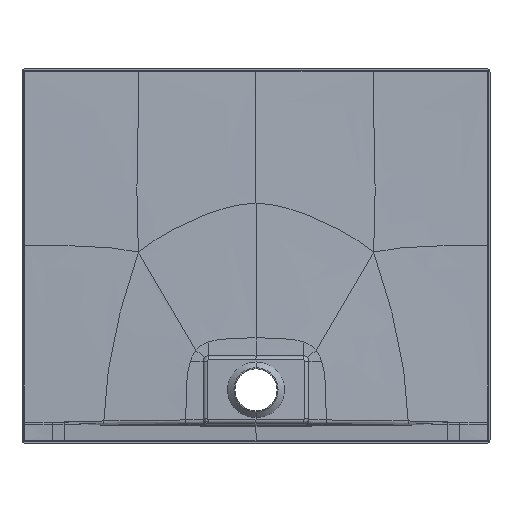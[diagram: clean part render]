
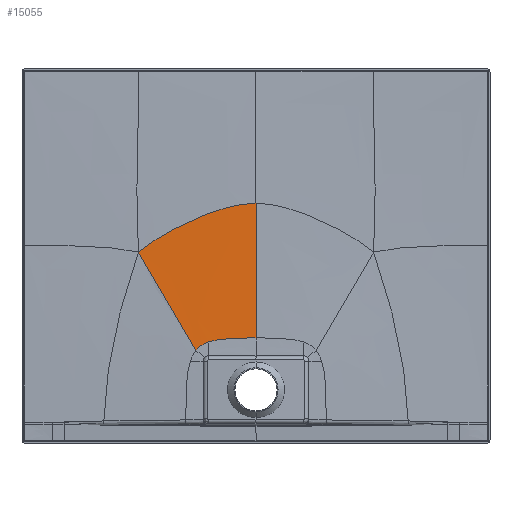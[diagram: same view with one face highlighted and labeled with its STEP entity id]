
A CAD part, front view. The second image highlights one B-rep face of the part: STEP entity #15055.
In plain terms, the highlighted free-form (B-spline) face has degree [3, 3] with [9, 8] control points.
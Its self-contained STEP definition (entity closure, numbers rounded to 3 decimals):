
#3832=DIRECTION('',(0.,0.023,1.));
#3833=VECTOR('',#3832,287.579);
#3834=CARTESIAN_POINT('',(0.,-16.499,
225.07));
#3835=LINE('',#3834,#3833);
#3836=CARTESIAN_POINT('',(-101.03,-16.499,
216.298));
#3837=CARTESIAN_POINT('',(-95.735,-16.499,
218.104));
#3838=CARTESIAN_POINT('',(-80.508,-16.499,
221.854));
#3839=CARTESIAN_POINT('',(-49.086,-16.499,
224.724));
#3840=CARTESIAN_POINT('',(-17.759,-16.499,
225.07));
#3841=CARTESIAN_POINT('',(0.,-16.499,
225.07));
#3843=CARTESIAN_POINT('',(-128.373,-16.497,
198.392));
#3844=CARTESIAN_POINT('',(-125.896,-16.497,
201.384));
#3845=CARTESIAN_POINT('',(-120.386,-16.498,
206.704));
#3846=CARTESIAN_POINT('',(-111.123,-16.498,
212.391));
#3847=CARTESIAN_POINT('',(-104.197,-16.498,
215.218));
#3848=CARTESIAN_POINT('',(-101.03,-16.499,
216.298));
#3850=CARTESIAN_POINT('',(0.,-9.749,
512.57));
#3851=CARTESIAN_POINT('',(-19.308,-9.749,
512.57));
#3852=CARTESIAN_POINT('',(-58.824,-9.652,
506.642));
#3853=CARTESIAN_POINT('',(-120.491,-9.338,
484.742));
#3854=CARTESIAN_POINT('',(-173.958,-9.028,
459.336));
#3855=CARTESIAN_POINT('',(-217.975,-8.714,
433.133));
#3856=CARTESIAN_POINT('',(-240.247,-8.513,
417.192));
#3857=CARTESIAN_POINT('',(-251.377,-8.399,
408.37));
#4042=CARTESIAN_POINT('',(-128.373,-16.497,
198.392));
#4043=CARTESIAN_POINT('',(-135.666,-15.935,
210.367));
#4044=CARTESIAN_POINT('',(-150.783,-14.787,
236.249));
#4045=CARTESIAN_POINT('',(-176.003,-12.89,
281.138));
#4046=CARTESIAN_POINT('',(-202.094,-11.068,
326.565));
#4047=CARTESIAN_POINT('',(-225.152,-9.722,
365.184));
#4048=CARTESIAN_POINT('',(-239.719,-8.959,
389.253));
#4049=CARTESIAN_POINT('',(-247.43,-8.584,
401.907));
#4050=CARTESIAN_POINT('',(-251.377,-8.399,
408.37));
#4634=VERTEX_POINT('',#4042);
#4635=VERTEX_POINT('',#4050);
#4648=VERTEX_POINT('',#3848);
#4780=CARTESIAN_POINT('',(0.,-16.499,
225.07));
#4781=CARTESIAN_POINT('',(0.,-9.749,
512.57));
#4782=VERTEX_POINT('',#4780);
#4783=VERTEX_POINT('',#4781);
#14971=CARTESIAN_POINT('',(1.349,-16.568,
222.122));
#14972=CARTESIAN_POINT('',(-16.968,-16.568,
222.129));
#14973=CARTESIAN_POINT('',(-48.729,-16.568,
221.905));
#14974=CARTESIAN_POINT('',(-84.724,-16.567,
218.993));
#14975=CARTESIAN_POINT('',(-106.41,-16.565,
212.947));
#14976=CARTESIAN_POINT('',(-119.891,-16.565,
204.869));
#14977=CARTESIAN_POINT('',(-125.414,-16.566,
199.501));
#14978=CARTESIAN_POINT('',(-127.944,-16.567,
196.352));
#14979=CARTESIAN_POINT('',(1.349,-15.983,
247.063));
#14980=CARTESIAN_POINT('',(-16.956,-15.983,
247.092));
#14981=CARTESIAN_POINT('',(-49.19,-15.985,
245.987));
#14982=CARTESIAN_POINT('',(-86.937,-15.994,
239.735));
#14983=CARTESIAN_POINT('',(-110.583,-16.,
230.146));
#14984=CARTESIAN_POINT('',(-125.919,-15.995,
219.222));
#14985=CARTESIAN_POINT('',(-132.503,-15.987,
212.459));
#14986=CARTESIAN_POINT('',(-135.62,-15.981,
208.606));
#14987=CARTESIAN_POINT('',(1.35,-14.835,
295.96));
#14988=CARTESIAN_POINT('',(-16.956,-14.835,
296.034));
#14989=CARTESIAN_POINT('',(-50.22,-14.84,
293.205));
#14990=CARTESIAN_POINT('',(-91.647,-14.864,
280.632));
#14991=CARTESIAN_POINT('',(-119.288,-14.877,
264.675));
#14992=CARTESIAN_POINT('',(-138.298,-14.856,
248.872));
#14993=CARTESIAN_POINT('',(-146.957,-14.829,
239.761));
#14994=CARTESIAN_POINT('',(-151.22,-14.809,
234.716));
#14995=CARTESIAN_POINT('',(1.352,-13.124,
368.816));
#14996=CARTESIAN_POINT('',(-16.961,-13.124,
368.948));
#14997=CARTESIAN_POINT('',(-51.843,-13.12,
363.875));
#14998=CARTESIAN_POINT('',(-99.28,-13.116,
343.471));
#14999=CARTESIAN_POINT('',(-133.671,-13.089,
320.028));
#15000=CARTESIAN_POINT('',(-158.882,-13.004,
298.5));
#15001=CARTESIAN_POINT('',(-170.987,-12.93,
286.514));
#15002=CARTESIAN_POINT('',(-177.129,-12.881,
279.939));
#15003=CARTESIAN_POINT('',(1.365,-11.718,
428.71));
#15004=CARTESIAN_POINT('',(-17.114,-11.719,
428.871));
#15005=CARTESIAN_POINT('',(-53.508,-11.686,
422.726));
#15006=CARTESIAN_POINT('',(-106.371,-11.585,
398.879));
#15007=CARTESIAN_POINT('',(-147.557,-11.457,
372.068));
#15008=CARTESIAN_POINT('',(-179.499,-11.272,
347.164));
#15009=CARTESIAN_POINT('',(-195.405,-11.136,
333.005));
#15010=CARTESIAN_POINT('',(-203.593,-11.053,
325.13));
#15011=CARTESIAN_POINT('',(1.401,-10.733,
470.637));
#15012=CARTESIAN_POINT('',(-17.549,-10.735,
470.8));
#15013=CARTESIAN_POINT('',(-55.481,-10.672,
464.567));
#15014=CARTESIAN_POINT('',(-112.719,-10.468,
440.796));
#15015=CARTESIAN_POINT('',(-159.697,-10.247,
413.935));
#15016=CARTESIAN_POINT('',(-197.689,-9.986,
387.793));
#15017=CARTESIAN_POINT('',(-217.002,-9.809,
372.334));
#15018=CARTESIAN_POINT('',(-226.977,-9.703,
363.593));
#15019=CARTESIAN_POINT('',(1.432,-10.156,
495.239));
#15020=CARTESIAN_POINT('',(-17.944,-10.158,
495.398));
#15021=CARTESIAN_POINT('',(-57.,-10.075,
489.306));
#15022=CARTESIAN_POINT('',(-117.049,-9.805,
466.302));
#15023=CARTESIAN_POINT('',(-167.738,-9.531,
440.092));
#15024=CARTESIAN_POINT('',(-209.606,-9.232,
413.565));
#15025=CARTESIAN_POINT('',(-231.063,-9.035,
397.434));
#15026=CARTESIAN_POINT('',(-242.137,-8.917,
388.224));
#15027=CARTESIAN_POINT('',(1.453,-9.86,
507.862));
#15028=CARTESIAN_POINT('',(-18.202,-9.862,
508.017));
#15029=CARTESIAN_POINT('',(-57.927,-9.769,
502.062));
#15030=CARTESIAN_POINT('',(-119.516,-9.465,
479.696));
#15031=CARTESIAN_POINT('',(-172.216,-9.164,
454.044));
#15032=CARTESIAN_POINT('',(-216.162,-8.85,
427.43));
#15033=CARTESIAN_POINT('',(-238.747,-8.644,
410.986));
#15034=CARTESIAN_POINT('',(-250.389,-8.521,
401.552));
#15035=CARTESIAN_POINT('',(1.465,-9.704,
514.495));
#15036=CARTESIAN_POINT('',(-18.354,-9.706,
514.648));
#15037=CARTESIAN_POINT('',(-58.459,-9.608,
508.781));
#15038=CARTESIAN_POINT('',(-120.888,-9.286,
486.809));
#15039=CARTESIAN_POINT('',(-174.669,-8.973,
461.502));
#15040=CARTESIAN_POINT('',(-219.722,-8.651,
434.867));
#15041=CARTESIAN_POINT('',(-242.899,-8.441,
418.267));
#15042=CARTESIAN_POINT('',(-254.837,-8.317,
408.72));
#15043=B_SPLINE_SURFACE_WITH_KNOTS('',3,3,((#14971,#14972,#14973,#14974,#14975,
#14976,#14977,#14978),(#14979,#14980,#14981,#14982,#14983,#14984,#14985,#14986),
(#14987,#14988,#14989,#14990,#14991,#14992,#14993,#14994),(#14995,#14996,#14997,
#14998,#14999,#15000,#15001,#15002),(#15003,#15004,#15005,#15006,#15007,#15008,
#15009,#15010),(#15011,#15012,#15013,#15014,#15015,#15016,#15017,#15018),
(#15019,#15020,#15021,#15022,#15023,#15024,#15025,#15026),(#15027,#15028,#15029,
#15030,#15031,#15032,#15033,#15034),(#15035,#15036,#15037,#15038,#15039,#15040,
#15041,#15042)),.UNSPECIFIED.,.F.,.F.,.F.,(4,1,1,1,1,1,4),(4,1,1,1,1,4),(
-0.005,0.125,0.25,0.375,0.438,0.469,0.503),
(-0.003,0.125,0.25,0.375,0.438,0.504),
.UNSPECIFIED.);
#15045=ORIENTED_EDGE('',*,*,#15044,.F.);
#15047=ORIENTED_EDGE('',*,*,#15046,.F.);
#15049=ORIENTED_EDGE('',*,*,#15048,.F.);
#15051=ORIENTED_EDGE('',*,*,#15050,.T.);
#15052=ORIENTED_EDGE('',*,*,#14962,.F.);
#15053=EDGE_LOOP('',(#15045,#15047,#15049,#15051,#15052));
#15054=FACE_OUTER_BOUND('',#15053,.F.);
#15055=ADVANCED_FACE('',(#15054),#15043,.T.);
#3842=B_SPLINE_CURVE_WITH_KNOTS('',3,(#3836,#3837,#3838,#3839,#3840,#3841),
.UNSPECIFIED.,.F.,.F.,(4,1,1,4),(0.,0.238,0.619,1.),
.UNSPECIFIED.);
#3849=B_SPLINE_CURVE_WITH_KNOTS('',3,(#3843,#3844,#3845,#3846,#3847,#3848),
.UNSPECIFIED.,.F.,.F.,(4,1,1,4),(0.,0.364,0.728,1.),
.UNSPECIFIED.);
#3858=B_SPLINE_CURVE_WITH_KNOTS('',3,(#3850,#3851,#3852,#3853,#3854,#3855,#3856,
#3857),.UNSPECIFIED.,.F.,.F.,(4,1,1,1,1,4),(0.,0.25,0.5,0.75,0.875,
1.),.UNSPECIFIED.);
#4051=B_SPLINE_CURVE_WITH_KNOTS('',3,(#4042,#4043,#4044,#4045,#4046,#4047,#4048,
#4049,#4050),.UNSPECIFIED.,.F.,.F.,(4,1,1,1,1,1,4),(0.,0.25,0.5,0.75,
0.875,0.938,1.),.UNSPECIFIED.);
#14962=EDGE_CURVE('',#4783,#4635,#3858,.T.);
#15044=EDGE_CURVE('',#4782,#4783,#3835,.T.);
#15046=EDGE_CURVE('',#4648,#4782,#3842,.T.);
#15048=EDGE_CURVE('',#4634,#4648,#3849,.T.);
#15050=EDGE_CURVE('',#4634,#4635,#4051,.T.);
